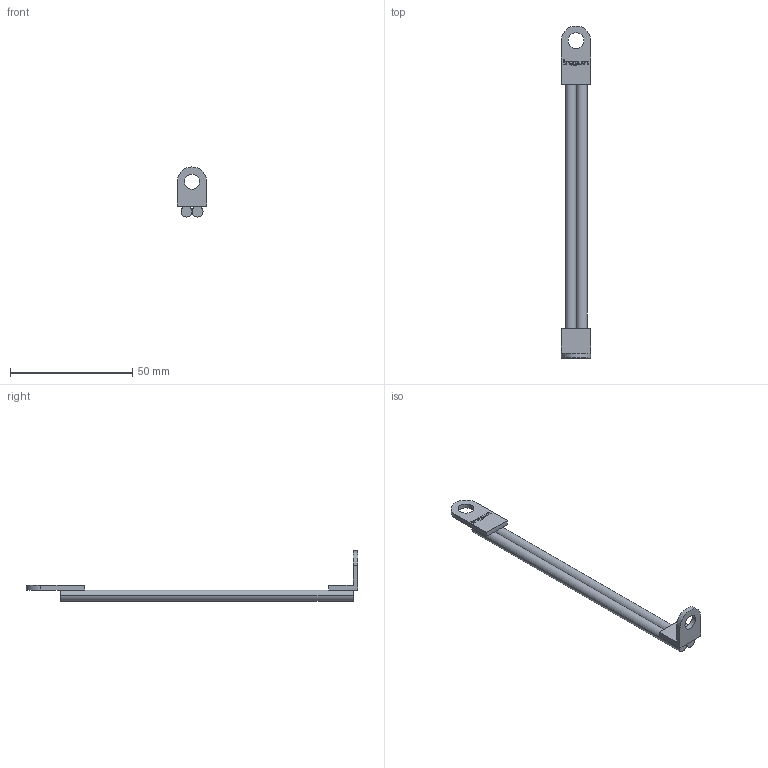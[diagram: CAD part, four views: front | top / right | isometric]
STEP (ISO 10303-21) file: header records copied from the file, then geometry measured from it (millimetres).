
FILE_DESCRIPTION (( 'STEP AP203' ), '1' );
FILE_NAME ('INGUN_SE-AWG08-6-AN0005-100-AN0006-2.STEP', '2025-11-19T09:28:07', ( '' ), ( '' ), 'SwSTEP 2.0', 'SolidWorks 2023', '' );
FILE_SCHEMA (( 'CONFIG_CONTROL_DESIGN' ));
Length unit declared in the file: millimetre
Products named in the file (1): INGUN_SE-AWG08-6-AN0005-100-AN0006-2
Bounding box: 12 x 136 x 20.5 mm (x, y, z)
Volume: 4828.4 mm3; surface area: 4808.4 mm2
Topology: 1 solids, 1 shells, 94 faces, 264 edges, 176 vertices
Faces by surface type: plane 62, cylinder 32
Entity records: 3129 total; most frequent: CARTESIAN_POINT 535, ORIENTED_EDGE 528, DIRECTION 526, EDGE_CURVE 264, VECTOR 192, LINE 192, VERTEX_POINT 176, AXIS2_PLACEMENT_3D 167
